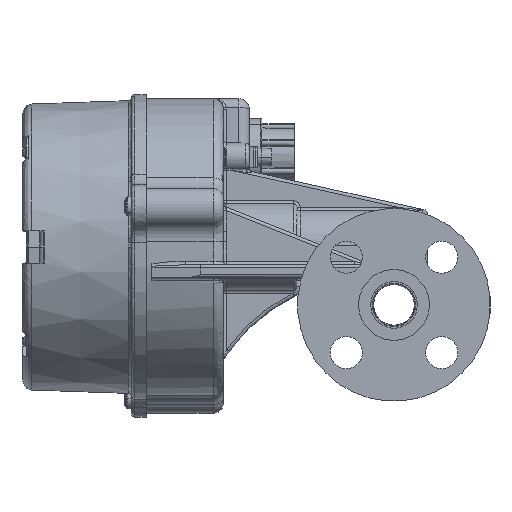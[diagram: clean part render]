
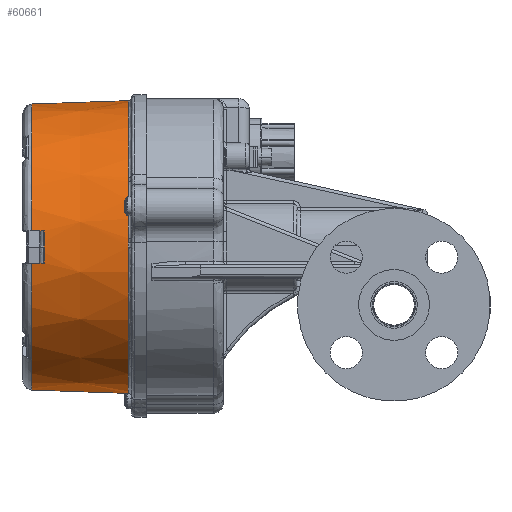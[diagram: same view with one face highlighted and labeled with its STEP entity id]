
A CAD part, left-side view. The second image highlights one B-rep face of the part: STEP entity #60661.
In plain terms, the highlighted conical face has half-angle 2 degrees and reference radius 72.337 mm.
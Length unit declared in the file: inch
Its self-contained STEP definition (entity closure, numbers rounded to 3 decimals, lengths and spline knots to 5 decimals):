
#137 = EDGE_CURVE ( 'NONE', #83213, #70487, #26722, .T. ) ;
#2177 = CARTESIAN_POINT ( 'NONE',  ( 2.44896, 5.16907, 1.2944 ) ) ;
#2700 = CIRCLE ( 'NONE', #33321, 2.84789 ) ;
#2764 = ORIENTED_EDGE ( 'NONE', *, *, #64142, .T. ) ;
#4330 = EDGE_CURVE ( 'NONE', #37711, #56070, #34197, .T. ) ;
#4454 = EDGE_CURVE ( 'NONE', #93460, #98294, #2700, .T. ) ;
#5784 = ORIENTED_EDGE ( 'NONE', *, *, #94691, .T. ) ;
#6379 = CARTESIAN_POINT ( 'NONE',  ( 2.75638, 5.16899, 2.42232 ) ) ;
#6589 = EDGE_LOOP ( 'NONE', ( #99578, #28491, #5784, #70940, #10399, #57308, #72843, #48931, #2764, #92390, #21693, #47703, #87310 ) ) ;
#6666 = CARTESIAN_POINT ( 'NONE',  ( 2.7864, 5.1686, 2.47928 ) ) ;
#6833 = CARTESIAN_POINT ( 'NONE',  ( 5.29183, 5.1686, 1.12525 ) ) ;
#7598 = CARTESIAN_POINT ( 'NONE',  ( 5.29183, 7.04579, 3.9076 ) ) ;
#8811 = CIRCLE ( 'NONE', #66878, 2.84791 ) ;
#10399 = ORIENTED_EDGE ( 'NONE', *, *, #87042, .T. ) ;
#11010 = CARTESIAN_POINT ( 'NONE',  ( 2.44533, 5.1686, 1.21524 ) ) ;
#12631 = CARTESIAN_POINT ( 'NONE',  ( 2.51875, 6.80875, 1.43775 ) ) ;
#12673 = CARTESIAN_POINT ( 'NONE',  ( 2.44505, 5.1686, 1.20534 ) ) ;
#13439 = CARTESIAN_POINT ( 'NONE',  ( 2.78169, 5.1686, 2.47056 ) ) ;
#13820 = CARTESIAN_POINT ( 'NONE',  ( 2.52708, 7.04579, 0.81275 ) ) ;
#14464 = DIRECTION ( 'NONE',  ( 0., 0., -1. ) ) ;
#14796 = EDGE_CURVE ( 'NONE', #24906, #55055, #8811, .T. ) ;
#15472 = AXIS2_PLACEMENT_3D ( 'NONE', #19084, #87812, #47920 ) ;
#16755 = EDGE_CURVE ( 'NONE', #48132, #24906, #45513, .T. ) ;
#19084 = CARTESIAN_POINT ( 'NONE',  ( 5.29183, 6.80875, 1.12525 ) ) ;
#19560 = DIRECTION ( 'NONE',  ( 0., -0.999, 0.035 ) ) ;
#20633 = AXIS2_PLACEMENT_3D ( 'NONE', #6833, #98827, #91732 ) ;
#20697 = CARTESIAN_POINT ( 'NONE',  ( 2.52153, 6.88776, 1.43775 ) ) ;
#21693 = ORIENTED_EDGE ( 'NONE', *, *, #4454, .T. ) ;
#22272 = DIRECTION ( 'NONE',  ( -1., 0., 0. ) ) ;
#22898 = VERTEX_POINT ( 'NONE', #6666 ) ;
#24906 = VERTEX_POINT ( 'NONE', #29302 ) ;
#25167 = DIRECTION ( 'NONE',  ( -1., 0., 0. ) ) ;
#26145 = CARTESIAN_POINT ( 'NONE',  ( 5.29183, 5.1686, 3.97316 ) ) ;
#26330 = VECTOR ( 'NONE', #19560, 39.37008 ) ;
#26722 = CIRCLE ( 'NONE', #15472, 2.79063 ) ;
#27176 = CARTESIAN_POINT ( 'NONE',  ( 2.44838, 5.16907, 1.28451 ) ) ;
#27778 = CARTESIAN_POINT ( 'NONE',  ( 2.5243, 6.96678, 1.43775 ) ) ;
#28480 = CARTESIAN_POINT ( 'NONE',  ( 2.52153, 6.88776, 0.81275 ) ) ;
#28491 = ORIENTED_EDGE ( 'NONE', *, *, #94863, .T. ) ;
#28505 = EDGE_CURVE ( 'NONE', #22898, #56070, #92529, .T. ) ;
#29302 = CARTESIAN_POINT ( 'NONE',  ( 5.29183, 5.1686, -1.72266 ) ) ;
#30204 = DIRECTION ( 'NONE',  ( -1., 0., 0. ) ) ;
#33321 = AXIS2_PLACEMENT_3D ( 'NONE', #50892, #83181, #60467 ) ;
#34197 = LINE ( 'NONE', #26145, #26330 ) ;
#35333 = AXIS2_PLACEMENT_3D ( 'NONE', #95909, #94415, #25167 ) ;
#35433 = CARTESIAN_POINT ( 'NONE',  ( 5.29183, 7.04579, 1.12525 ) ) ;
#36185 = CARTESIAN_POINT ( 'NONE',  ( 5.29183, 5.1686, 1.12525 ) ) ;
#36913 = AXIS2_PLACEMENT_3D ( 'NONE', #35433, #53465, #30204 ) ;
#37057 = CARTESIAN_POINT ( 'NONE',  ( 2.51875, 6.80875, 0.81275 ) ) ;
#37171 = CARTESIAN_POINT ( 'NONE',  ( 2.77466, 5.16868, 2.45747 ) ) ;
#37711 = VERTEX_POINT ( 'NONE', #7598 ) ;
#41342 = CARTESIAN_POINT ( 'NONE',  ( 2.44578, 5.16868, 1.23009 ) ) ;
#42937 = CARTESIAN_POINT ( 'NONE',  ( 2.74526, 5.16907, 2.40019 ) ) ;
#43316 = VERTEX_POINT ( 'NONE', #60259 ) ;
#44010 = CARTESIAN_POINT ( 'NONE',  ( 5.29183, 5.1686, 1.12525 ) ) ;
#44275 = CARTESIAN_POINT ( 'NONE',  ( 2.7864, 5.1686, 2.47928 ) ) ;
#44286 = B_SPLINE_CURVE_WITH_KNOTS ( 'NONE', 3,
 ( #80235, #11010, #41342, #66084, #27176, #57002 ),
 .UNSPECIFIED., .F., .F.,
 ( 4, 2, 4 ),
 ( 0., 0.5, 1. ),
 .UNSPECIFIED. ) ;
#45513 = LINE ( 'NONE', #90522, #49327 ) ;
#45767 = CARTESIAN_POINT ( 'NONE',  ( 5.29183, 5.1686, 3.97316 ) ) ;
#46235 = CARTESIAN_POINT ( 'NONE',  ( 5.29183, 5.1686, 1.12525 ) ) ;
#47703 = ORIENTED_EDGE ( 'NONE', *, *, #71962, .T. ) ;
#47913 = EDGE_CURVE ( 'NONE', #62625, #93460, #44286, .T. ) ;
#47920 = DIRECTION ( 'NONE',  ( 0., 0., -1. ) ) ;
#47986 = CIRCLE ( 'NONE', #20633, 2.84791 ) ;
#48132 = VERTEX_POINT ( 'NONE', #98418 ) ;
#48931 = ORIENTED_EDGE ( 'NONE', *, *, #14796, .T. ) ;
#48976 = CARTESIAN_POINT ( 'NONE',  ( 2.51875, 6.80875, 1.43775 ) ) ;
#49327 = VECTOR ( 'NONE', #83416, 39.37008 ) ;
#50892 = CARTESIAN_POINT ( 'NONE',  ( 5.29183, 5.16907, 1.12525 ) ) ;
#51862 = CARTESIAN_POINT ( 'NONE',  ( 2.74526, 5.16907, 2.40019 ) ) ;
#52367 = DIRECTION ( 'NONE',  ( 0., -1., 0. ) ) ;
#53465 = DIRECTION ( 'NONE',  ( 0., -1., 0. ) ) ;
#54198 = CONICAL_SURFACE ( 'NONE', #83169, 2.84791, 0.035 ) ;
#54694 = CIRCLE ( 'NONE', #36913, 2.78236 ) ;
#54788 = EDGE_CURVE ( 'NONE', #43316, #48132, #54694, .T. ) ;
#55055 = VERTEX_POINT ( 'NONE', #74580 ) ;
#56070 = VERTEX_POINT ( 'NONE', #45767 ) ;
#56739 = VERTEX_POINT ( 'NONE', #76224 ) ;
#57002 = CARTESIAN_POINT ( 'NONE',  ( 2.44896, 5.16907, 1.2944 ) ) ;
#57308 = ORIENTED_EDGE ( 'NONE', *, *, #54788, .T. ) ;
#60259 = CARTESIAN_POINT ( 'NONE',  ( 2.52708, 7.04579, 0.81275 ) ) ;
#60467 = DIRECTION ( 'NONE',  ( -1., 0., 0. ) ) ;
#60661 = ADVANCED_FACE ( 'NONE', ( #97372 ), #54198, .T. ) ;
#61731 = B_SPLINE_CURVE_WITH_KNOTS ( 'NONE', 3,
 ( #98540, #27778, #20697, #12631 ),
 .UNSPECIFIED., .F., .F.,
 ( 4, 4 ),
 ( 0., 0.00602 ),
 .UNSPECIFIED. ) ;
#61948 = AXIS2_PLACEMENT_3D ( 'NONE', #46235, #76538, #68483 ) ;
#62625 = VERTEX_POINT ( 'NONE', #12673 ) ;
#64142 = EDGE_CURVE ( 'NONE', #55055, #62625, #47986, .T. ) ;
#66084 = CARTESIAN_POINT ( 'NONE',  ( 2.44753, 5.16899, 1.26967 ) ) ;
#66878 = AXIS2_PLACEMENT_3D ( 'NONE', #44010, #68252, #22272 ) ;
#68252 = DIRECTION ( 'NONE',  ( 0., 1., 0. ) ) ;
#68483 = DIRECTION ( 'NONE',  ( -1., 0., 0. ) ) ;
#70487 = VERTEX_POINT ( 'NONE', #81011 ) ;
#70873 = B_SPLINE_CURVE_WITH_KNOTS ( 'NONE', 3,
 ( #51862, #75591, #6379, #37171, #13439, #44275 ),
 .UNSPECIFIED., .F., .F.,
 ( 4, 2, 4 ),
 ( 0., 0.5, 1. ),
 .UNSPECIFIED. ) ;
#70940 = ORIENTED_EDGE ( 'NONE', *, *, #137, .T. ) ;
#71962 = EDGE_CURVE ( 'NONE', #98294, #22898, #70873, .T. ) ;
#72843 = ORIENTED_EDGE ( 'NONE', *, *, #16755, .T. ) ;
#74580 = CARTESIAN_POINT ( 'NONE',  ( 2.44392, 5.1686, 1.12525 ) ) ;
#75591 = CARTESIAN_POINT ( 'NONE',  ( 2.7497, 5.16907, 2.40905 ) ) ;
#76224 = CARTESIAN_POINT ( 'NONE',  ( 2.52708, 7.04579, 1.43775 ) ) ;
#76447 = CARTESIAN_POINT ( 'NONE',  ( 2.5243, 6.96678, 0.81275 ) ) ;
#76538 = DIRECTION ( 'NONE',  ( 0., 1., 0. ) ) ;
#80235 = CARTESIAN_POINT ( 'NONE',  ( 2.44505, 5.1686, 1.20534 ) ) ;
#81011 = CARTESIAN_POINT ( 'NONE',  ( 2.51875, 6.80875, 0.81275 ) ) ;
#83169 = AXIS2_PLACEMENT_3D ( 'NONE', #36185, #52367, #14464 ) ;
#83181 = DIRECTION ( 'NONE',  ( 0., 1., 0. ) ) ;
#83213 = VERTEX_POINT ( 'NONE', #48976 ) ;
#83416 = DIRECTION ( 'NONE',  ( 0., -0.999, -0.035 ) ) ;
#85515 = CIRCLE ( 'NONE', #35333, 2.78236 ) ;
#87042 = EDGE_CURVE ( 'NONE', #70487, #43316, #90111, .T. ) ;
#87310 = ORIENTED_EDGE ( 'NONE', *, *, #28505, .T. ) ;
#87812 = DIRECTION ( 'NONE',  ( 0., -1., 0. ) ) ;
#90111 = B_SPLINE_CURVE_WITH_KNOTS ( 'NONE', 3,
 ( #37057, #28480, #76447, #13820 ),
 .UNSPECIFIED., .F., .F.,
 ( 4, 4 ),
 ( 0., 0.00602 ),
 .UNSPECIFIED. ) ;
#90522 = CARTESIAN_POINT ( 'NONE',  ( 5.29183, 5.1686, -1.72266 ) ) ;
#91732 = DIRECTION ( 'NONE',  ( -1., 0., 0. ) ) ;
#92390 = ORIENTED_EDGE ( 'NONE', *, *, #47913, .T. ) ;
#92529 = CIRCLE ( 'NONE', #61948, 2.84791 ) ;
#93460 = VERTEX_POINT ( 'NONE', #2177 ) ;
#94415 = DIRECTION ( 'NONE',  ( 0., -1., 0. ) ) ;
#94691 = EDGE_CURVE ( 'NONE', #56739, #83213, #61731, .T. ) ;
#94863 = EDGE_CURVE ( 'NONE', #37711, #56739, #85515, .T. ) ;
#95909 = CARTESIAN_POINT ( 'NONE',  ( 5.29183, 7.04579, 1.12525 ) ) ;
#97372 = FACE_OUTER_BOUND ( 'NONE', #6589, .T. ) ;
#98294 = VERTEX_POINT ( 'NONE', #42937 ) ;
#98418 = CARTESIAN_POINT ( 'NONE',  ( 5.29183, 7.04579, -1.65711 ) ) ;
#98540 = CARTESIAN_POINT ( 'NONE',  ( 2.52708, 7.04579, 1.43775 ) ) ;
#98827 = DIRECTION ( 'NONE',  ( 0., 1., 0. ) ) ;
#99578 = ORIENTED_EDGE ( 'NONE', *, *, #4330, .F. ) ;
